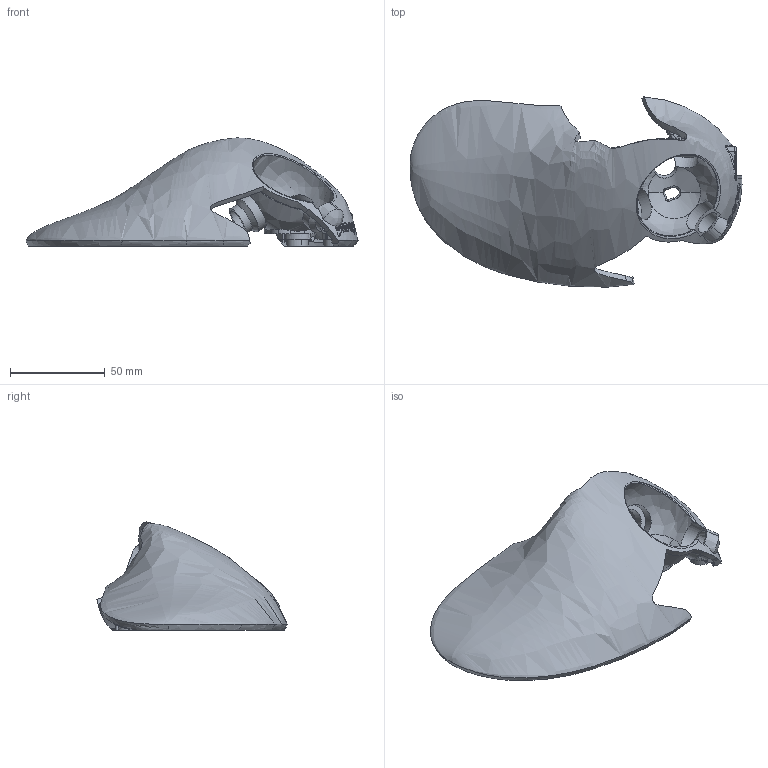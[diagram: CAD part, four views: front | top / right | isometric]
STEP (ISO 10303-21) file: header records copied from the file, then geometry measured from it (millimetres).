
FILE_DESCRIPTION(/* description */ (''),/* implementation_level */ '2;1');
FILE_NAME(/* name */ 'Ploopy-Top-REVD-BTU',/* time_stamp */ '2022-03-28T19:50:48+01:00',/* author */ (''),/* organization */ (''),/* preprocessor_version */ 'ST-DEVELOPER v16.5',/* originating_system */ '',/* authorisation */ '');
FILE_SCHEMA (('AUTOMOTIVE_DESIGN'));
Length unit declared in the file: millimetre
Products named in the file (1): Document
Bounding box: 175.26 x 100.44 x 57.1 mm (x, y, z)
Volume: 55516 mm3; surface area: 44381.4 mm2
Topology: 1 solids, 1 shells, 499 faces, 1368 edges, 879 vertices
Faces by surface type: bspline 406, plane 93
Entity records: 91032 total; most frequent: CARTESIAN_POINT 82869, ORIENTED_EDGE 2726, EDGE_CURVE 1363, B_SPLINE_CURVE_WITH_KNOTS 1086, VERTEX_POINT 879, EDGE_LOOP 526, ADVANCED_FACE 499, FACE_OUTER_BOUND 499
